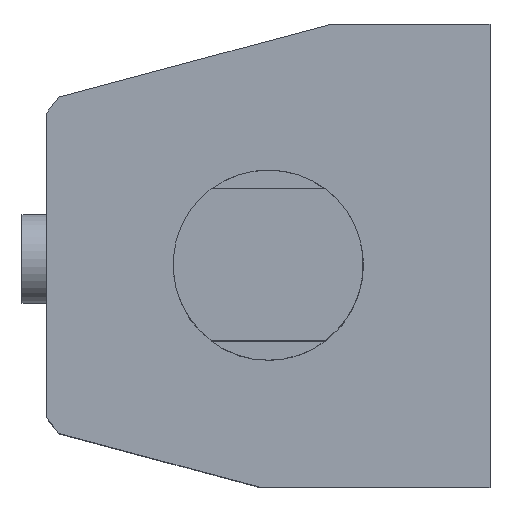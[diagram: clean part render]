
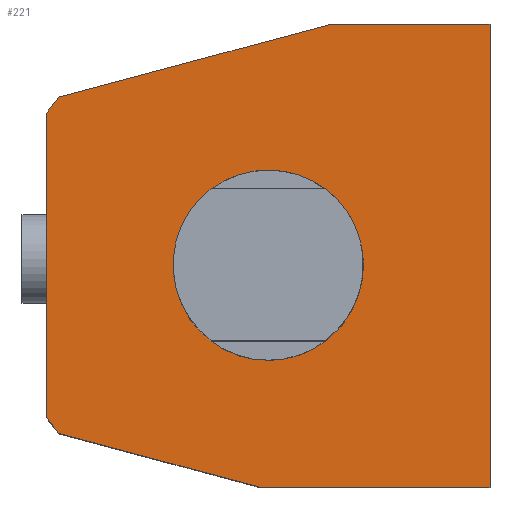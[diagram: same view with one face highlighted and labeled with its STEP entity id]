
A CAD part, top view. The second image highlights one B-rep face of the part: STEP entity #221.
In plain terms, the highlighted planar face has unit normal (0, 0, 1).
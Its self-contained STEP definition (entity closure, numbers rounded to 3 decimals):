
#72=LINE('',#965,#152);
#74=LINE('',#969,#154);
#75=LINE('',#971,#155);
#76=LINE('',#973,#156);
#77=LINE('',#975,#157);
#78=LINE('',#977,#158);
#79=LINE('',#979,#159);
#80=LINE('',#981,#160);
#152=VECTOR('',#781,1.);
#154=VECTOR('',#785,1.);
#155=VECTOR('',#786,1.);
#156=VECTOR('',#787,1.);
#157=VECTOR('',#788,1.);
#158=VECTOR('',#789,1.);
#159=VECTOR('',#790,1.);
#160=VECTOR('',#791,1.);
#221=ADVANCED_FACE('',(#288),#255,.F.);
#255=PLANE('',#706);
#288=FACE_OUTER_BOUND('',#322,.T.);
#322=EDGE_LOOP('',(#387,#388,#389,#390,#391,#392,#393,#394));
#387=ORIENTED_EDGE('',*,*,#615,.F.);
#388=ORIENTED_EDGE('',*,*,#616,.F.);
#389=ORIENTED_EDGE('',*,*,#617,.T.);
#390=ORIENTED_EDGE('',*,*,#618,.F.);
#391=ORIENTED_EDGE('',*,*,#619,.F.);
#392=ORIENTED_EDGE('',*,*,#620,.F.);
#393=ORIENTED_EDGE('',*,*,#621,.F.);
#394=ORIENTED_EDGE('',*,*,#613,.T.);
#550=VERTEX_POINT('',#964);
#551=VERTEX_POINT('',#966);
#552=VERTEX_POINT('',#970);
#553=VERTEX_POINT('',#972);
#554=VERTEX_POINT('',#974);
#555=VERTEX_POINT('',#976);
#556=VERTEX_POINT('',#978);
#557=VERTEX_POINT('',#980);
#613=EDGE_CURVE('',#551,#550,#72,.T.);
#615=EDGE_CURVE('',#552,#550,#74,.T.);
#616=EDGE_CURVE('',#553,#552,#75,.T.);
#617=EDGE_CURVE('',#553,#554,#76,.T.);
#618=EDGE_CURVE('',#555,#554,#77,.T.);
#619=EDGE_CURVE('',#556,#555,#78,.T.);
#620=EDGE_CURVE('',#557,#556,#79,.T.);
#621=EDGE_CURVE('',#551,#557,#80,.T.);
#706=AXIS2_PLACEMENT_3D('',#982,#792,#793);
#781=DIRECTION('',(-1.,0.,0.));
#785=DIRECTION('',(0.966,0.259,0.));
#786=DIRECTION('',(0.609,0.793,0.));
#787=DIRECTION('',(0.,-1.,0.));
#788=DIRECTION('',(-0.609,0.793,0.));
#789=DIRECTION('',(-0.966,0.259,0.));
#790=DIRECTION('',(-1.,0.,0.));
#791=DIRECTION('',(0.,-1.,0.));
#792=DIRECTION('',(0.,0.,-1.));
#793=DIRECTION('',(-1.,0.,0.));
#964=CARTESIAN_POINT('',(9.785,38.,0.));
#965=CARTESIAN_POINT('',(35.,38.,0.));
#966=CARTESIAN_POINT('',(35.,38.,0.));
#969=CARTESIAN_POINT('',(-33.068,26.518,0.));
#970=CARTESIAN_POINT('',(-33.068,26.518,0.));
#971=CARTESIAN_POINT('',(-35.,24.,0.));
#972=CARTESIAN_POINT('',(-35.,24.,0.));
#973=CARTESIAN_POINT('',(-35.,38.,0.));
#974=CARTESIAN_POINT('',(-35.,-24.,0.));
#975=CARTESIAN_POINT('',(-33.068,-26.518,0.));
#976=CARTESIAN_POINT('',(-33.068,-26.518,0.));
#977=CARTESIAN_POINT('',(-1.412,-35.,0.));
#978=CARTESIAN_POINT('',(-1.412,-35.,0.));
#979=CARTESIAN_POINT('',(35.,-35.,0.));
#980=CARTESIAN_POINT('',(35.,-35.,0.));
#981=CARTESIAN_POINT('',(35.,38.,0.));
#982=CARTESIAN_POINT('',(35.,38.,0.));
